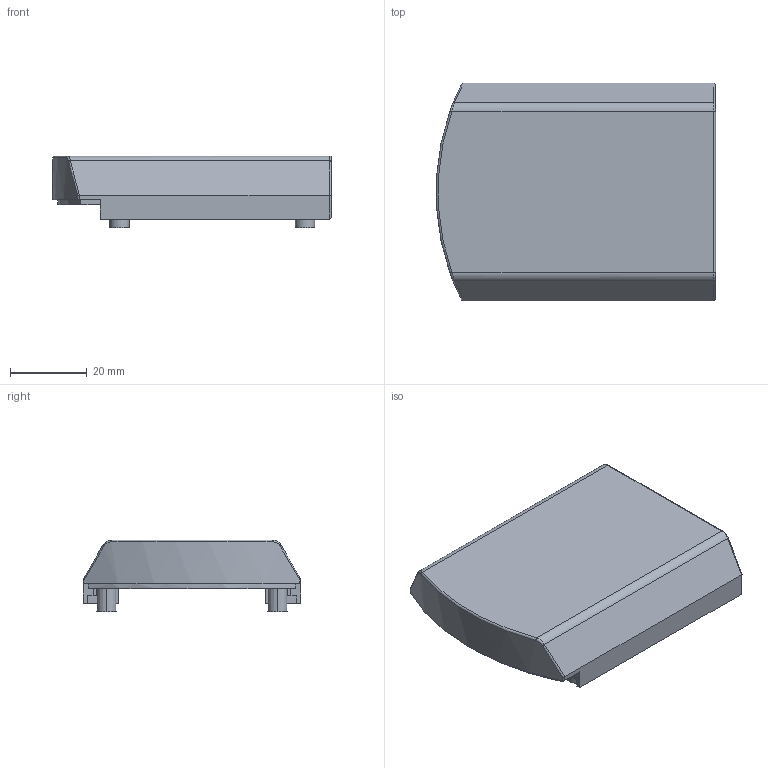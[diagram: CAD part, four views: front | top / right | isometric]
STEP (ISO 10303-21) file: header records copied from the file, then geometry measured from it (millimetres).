
FILE_DESCRIPTION(('CATIA V5 STEP Exchange'),'2;1');
FILE_NAME('vi-top.stp','2013-08-02T18:28:02+00:00',('none'),('none'),'CATIA Version 5 Release 18 SP 4 (IN-10)','CATIA V5 STEP AP203','none');
FILE_SCHEMA(('CONFIG_CONTROL_DESIGN'));
Length unit declared in the file: millimetre
Products named in the file (1): vi-top
Bounding box: 72.92 x 56.86 x 18.8 mm (x, y, z)
Volume: 15713.2 mm3; surface area: 13936.5 mm2
Topology: 1 solids, 1 shells, 139 faces, 382 edges, 249 vertices
Faces by surface type: plane 80, cylinder 30, cone 19, bspline 9, torus 1
Entity records: 4988 total; most frequent: CARTESIAN_POINT 1892, ORIENTED_EDGE 764, DIRECTION 418, EDGE_CURVE 382, VERTEX_POINT 249, VECTOR 198, LINE 198, B_SPLINE_CURVE_WITH_KNOTS 148
